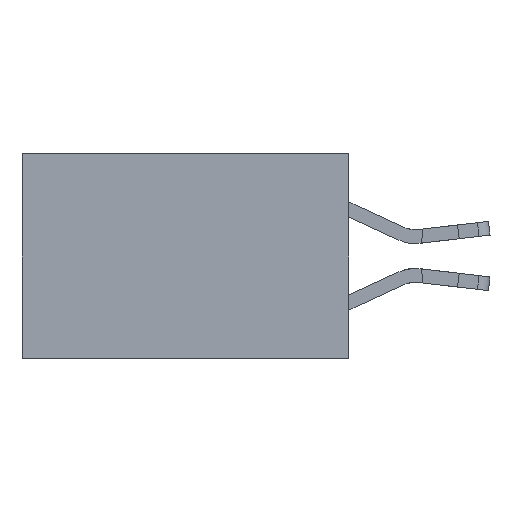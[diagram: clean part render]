
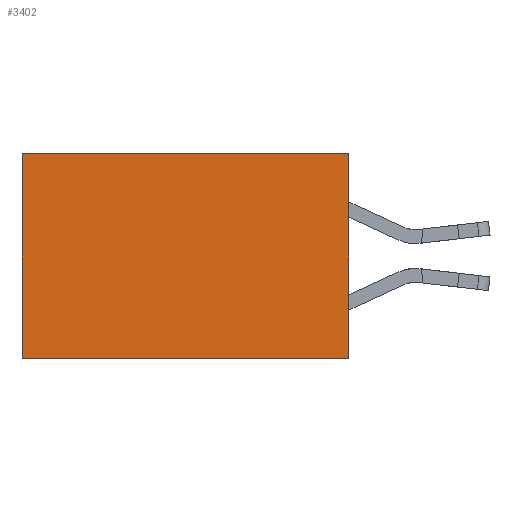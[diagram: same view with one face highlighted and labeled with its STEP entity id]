
A CAD part, left-side view. The second image highlights one B-rep face of the part: STEP entity #3402.
In plain terms, the highlighted planar face has unit normal (-1, 0, 0).
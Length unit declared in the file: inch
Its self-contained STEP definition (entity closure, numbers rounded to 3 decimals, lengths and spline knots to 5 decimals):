
#1173 = VERTEX_POINT ( 'NONE', #24913 ) ;
#2428 = ORIENTED_EDGE ( 'NONE', *, *, #25853, .T. ) ;
#2482 = DIRECTION ( 'NONE',  ( 0., 0., -1. ) ) ;
#3090 = ORIENTED_EDGE ( 'NONE', *, *, #6492, .T. ) ;
#3146 = ORIENTED_EDGE ( 'NONE', *, *, #27356, .F. ) ;
#3402 = ADVANCED_FACE ( 'NONE', ( #18822 ), #6181, .F. ) ;
#3621 = VECTOR ( 'NONE', #28067, 39.37008 ) ;
#4997 = LINE ( 'NONE', #23300, #10292 ) ;
#5232 = DIRECTION ( 'NONE',  ( 0., 0., -1. ) ) ;
#5304 = DIRECTION ( 'NONE',  ( 1., 0., 0. ) ) ;
#5361 = CARTESIAN_POINT ( 'NONE',  ( 0.277, 0., -0.37 ) ) ;
#6181 = PLANE ( 'NONE',  #20983 ) ;
#6275 = VECTOR ( 'NONE', #24011, 39.37008 ) ;
#6492 = EDGE_CURVE ( 'NONE', #1173, #11225, #4997, .T. ) ;
#10292 = VECTOR ( 'NONE', #26758, 39.37008 ) ;
#10946 = ORIENTED_EDGE ( 'NONE', *, *, #12533, .F. ) ;
#11225 = VERTEX_POINT ( 'NONE', #25178 ) ;
#12533 = EDGE_CURVE ( 'NONE', #15444, #17315, #23430, .T. ) ;
#14796 = CARTESIAN_POINT ( 'NONE',  ( 0.277, 0., 0. ) ) ;
#15444 = VERTEX_POINT ( 'NONE', #21594 ) ;
#16381 = CARTESIAN_POINT ( 'NONE',  ( 0.277, 0., -0.37 ) ) ;
#17315 = VERTEX_POINT ( 'NONE', #16381 ) ;
#17791 = EDGE_LOOP ( 'NONE', ( #3090, #3146, #10946, #2428 ) ) ;
#18170 = LINE ( 'NONE', #21802, #6275 ) ;
#18190 = CARTESIAN_POINT ( 'NONE',  ( 0.277, 0., -0.37 ) ) ;
#18822 = FACE_OUTER_BOUND ( 'NONE', #17791, .T. ) ;
#20983 = AXIS2_PLACEMENT_3D ( 'NONE', #5361, #5304, #5232 ) ;
#21594 = CARTESIAN_POINT ( 'NONE',  ( 0.277, 0., 0. ) ) ;
#21802 = CARTESIAN_POINT ( 'NONE',  ( 0.277, 0., -0.37 ) ) ;
#22741 = VECTOR ( 'NONE', #2482, 39.37008 ) ;
#23300 = CARTESIAN_POINT ( 'NONE',  ( 0.277, 0.59, -0.37 ) ) ;
#23430 = LINE ( 'NONE', #18190, #22741 ) ;
#24011 = DIRECTION ( 'NONE',  ( 0., 1., 0. ) ) ;
#24913 = CARTESIAN_POINT ( 'NONE',  ( 0.277, 0.59, 0. ) ) ;
#25178 = CARTESIAN_POINT ( 'NONE',  ( 0.277, 0.59, -0.37 ) ) ;
#25853 = EDGE_CURVE ( 'NONE', #15444, #1173, #26013, .T. ) ;
#26013 = LINE ( 'NONE', #14796, #3621 ) ;
#26758 = DIRECTION ( 'NONE',  ( 0., 0., -1. ) ) ;
#27356 = EDGE_CURVE ( 'NONE', #17315, #11225, #18170, .T. ) ;
#28067 = DIRECTION ( 'NONE',  ( 0., 1., 0. ) ) ;
